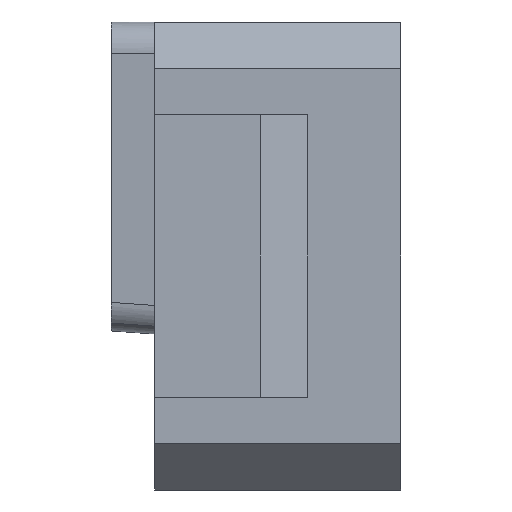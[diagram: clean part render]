
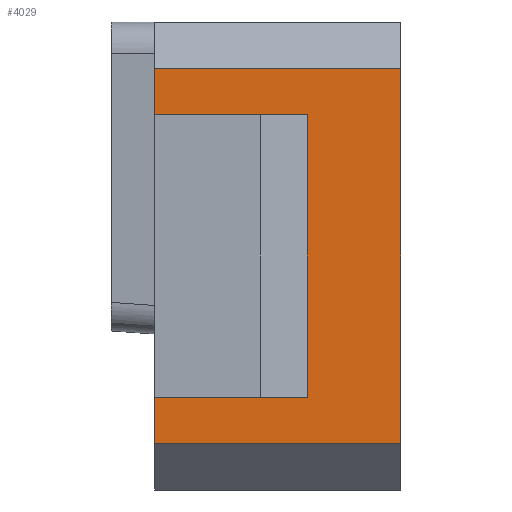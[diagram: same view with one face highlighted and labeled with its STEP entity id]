
A CAD part, left-side view. The second image highlights one B-rep face of the part: STEP entity #4029.
In plain terms, the highlighted planar face has unit normal (-1, 0, 0).
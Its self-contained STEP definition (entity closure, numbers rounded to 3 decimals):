
#230 = ORIENTED_EDGE ( 'NONE', *, *, #2173, .F. ) ;
#240 = LINE ( 'NONE', #715, #4504 ) ;
#308 = LINE ( 'NONE', #4563, #4033 ) ;
#641 = DIRECTION ( 'NONE',  ( 0., 1., 0. ) ) ;
#715 = CARTESIAN_POINT ( 'NONE',  ( -12., -36., 77. ) ) ;
#725 = DIRECTION ( 'NONE',  ( 0., 0., -1. ) ) ;
#839 = CARTESIAN_POINT ( 'NONE',  ( -12., -11., 55.95 ) ) ;
#843 = EDGE_CURVE ( 'NONE', #4252, #1936, #5702, .T. ) ;
#977 = EDGE_CURVE ( 'NONE', #3293, #4924, #5607, .T. ) ;
#1032 = PLANE ( 'NONE',  #4285 ) ;
#1093 = FACE_OUTER_BOUND ( 'NONE', #6201, .T. ) ;
#1266 = ORIENTED_EDGE ( 'NONE', *, *, #5628, .T. ) ;
#1315 = DIRECTION ( 'NONE',  ( 0., 0., -1. ) ) ;
#1413 = CARTESIAN_POINT ( 'NONE',  ( -12., -11., 53. ) ) ;
#1431 = CARTESIAN_POINT ( 'NONE',  ( -12., -36., 74.05 ) ) ;
#1458 = EDGE_CURVE ( 'NONE', #2860, #4252, #6422, .T. ) ;
#1473 = VERTEX_POINT ( 'NONE', #2624 ) ;
#1789 = CARTESIAN_POINT ( 'NONE',  ( -12., -20.775, 55.95 ) ) ;
#1827 = DIRECTION ( 'NONE',  ( 0., 1., 0. ) ) ;
#1936 = VERTEX_POINT ( 'NONE', #2254 ) ;
#2002 = ORIENTED_EDGE ( 'NONE', *, *, #2823, .T. ) ;
#2073 = CARTESIAN_POINT ( 'NONE',  ( -12., -11., 80. ) ) ;
#2173 = EDGE_CURVE ( 'NONE', #5419, #1473, #2905, .T. ) ;
#2254 = CARTESIAN_POINT ( 'NONE',  ( -12., -20.775, 74.05 ) ) ;
#2353 = CARTESIAN_POINT ( 'NONE',  ( -12., -26.775, 80. ) ) ;
#2464 = DIRECTION ( 'NONE',  ( 0., 0., -1. ) ) ;
#2482 = CARTESIAN_POINT ( 'NONE',  ( -12., -26.775, 77. ) ) ;
#2542 = CARTESIAN_POINT ( 'NONE',  ( -12., -36., 55.95 ) ) ;
#2624 = CARTESIAN_POINT ( 'NONE',  ( -12., -26.775, 53. ) ) ;
#2823 = EDGE_CURVE ( 'NONE', #5290, #3293, #5173, .T. ) ;
#2860 = VERTEX_POINT ( 'NONE', #3484 ) ;
#2905 = LINE ( 'NONE', #2353, #5531 ) ;
#3017 = VECTOR ( 'NONE', #4180, 1000. ) ;
#3135 = DIRECTION ( 'NONE',  ( 1., 0., 0. ) ) ;
#3293 = VERTEX_POINT ( 'NONE', #839 ) ;
#3411 = EDGE_CURVE ( 'NONE', #1936, #5290, #308, .T. ) ;
#3484 = CARTESIAN_POINT ( 'NONE',  ( -12., -11., 77. ) ) ;
#3513 = ORIENTED_EDGE ( 'NONE', *, *, #3411, .T. ) ;
#3554 = CARTESIAN_POINT ( 'NONE',  ( -12., -26.775, 53. ) ) ;
#4029 = ADVANCED_FACE ( 'NONE', ( #1093 ), #1032, .F. ) ;
#4033 = VECTOR ( 'NONE', #1315, 1000. ) ;
#4073 = LINE ( 'NONE', #3554, #5712 ) ;
#4134 = CARTESIAN_POINT ( 'NONE',  ( -12., -11., 74.05 ) ) ;
#4180 = DIRECTION ( 'NONE',  ( 0., 0., -1. ) ) ;
#4252 = VERTEX_POINT ( 'NONE', #4134 ) ;
#4285 = AXIS2_PLACEMENT_3D ( 'NONE', #5901, #3135, #641 ) ;
#4379 = ORIENTED_EDGE ( 'NONE', *, *, #843, .T. ) ;
#4504 = VECTOR ( 'NONE', #1827, 1000. ) ;
#4563 = CARTESIAN_POINT ( 'NONE',  ( -12., -20.775, 80. ) ) ;
#4659 = DIRECTION ( 'NONE',  ( 0., 1., 0. ) ) ;
#4824 = ORIENTED_EDGE ( 'NONE', *, *, #5543, .T. ) ;
#4924 = VERTEX_POINT ( 'NONE', #1413 ) ;
#5091 = CARTESIAN_POINT ( 'NONE',  ( -12., -11., 80. ) ) ;
#5173 = LINE ( 'NONE', #2542, #5256 ) ;
#5256 = VECTOR ( 'NONE', #4659, 1000. ) ;
#5290 = VERTEX_POINT ( 'NONE', #1789 ) ;
#5408 = VECTOR ( 'NONE', #5573, 1000. ) ;
#5419 = VERTEX_POINT ( 'NONE', #2482 ) ;
#5531 = VECTOR ( 'NONE', #725, 1000. ) ;
#5543 = EDGE_CURVE ( 'NONE', #4924, #1473, #4073, .T. ) ;
#5573 = DIRECTION ( 'NONE',  ( 0., -1., 0. ) ) ;
#5607 = LINE ( 'NONE', #5091, #6846 ) ;
#5628 = EDGE_CURVE ( 'NONE', #5419, #2860, #240, .T. ) ;
#5657 = DIRECTION ( 'NONE',  ( 0., -1., 0. ) ) ;
#5702 = LINE ( 'NONE', #1431, #5408 ) ;
#5712 = VECTOR ( 'NONE', #5657, 1000. ) ;
#5901 = CARTESIAN_POINT ( 'NONE',  ( -12., -36., 80. ) ) ;
#6132 = ORIENTED_EDGE ( 'NONE', *, *, #1458, .T. ) ;
#6201 = EDGE_LOOP ( 'NONE', ( #6132, #4379, #3513, #2002, #6299, #4824, #230, #1266 ) ) ;
#6299 = ORIENTED_EDGE ( 'NONE', *, *, #977, .T. ) ;
#6422 = LINE ( 'NONE', #2073, #3017 ) ;
#6846 = VECTOR ( 'NONE', #2464, 1000. ) ;
